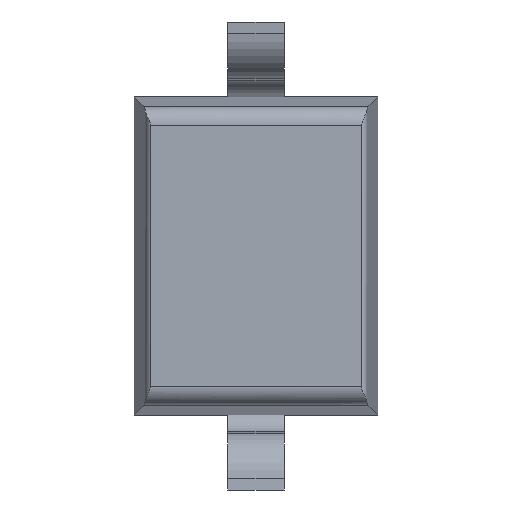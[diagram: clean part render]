
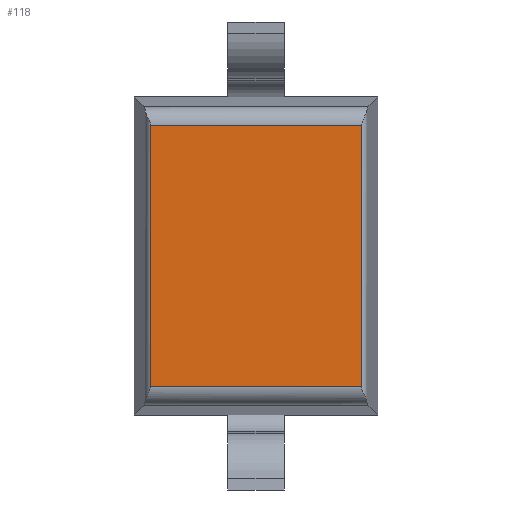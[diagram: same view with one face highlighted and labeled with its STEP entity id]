
A CAD part, front view. The second image highlights one B-rep face of the part: STEP entity #118.
In plain terms, the highlighted planar face has unit normal (0, -1, 0).
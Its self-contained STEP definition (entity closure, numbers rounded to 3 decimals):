
#118=ADVANCED_FACE('',(#251),#252,.T.);
#251=FACE_OUTER_BOUND('',#396,.T.);
#252=PLANE('',#397);
#396=EDGE_LOOP('',(#683,#684,#685,#686));
#397=AXIS2_PLACEMENT_3D('',#687,#688,#689);
#683=ORIENTED_EDGE('',*,*,#997,.T.);
#684=ORIENTED_EDGE('',*,*,#998,.T.);
#685=ORIENTED_EDGE('',*,*,#999,.T.);
#686=ORIENTED_EDGE('',*,*,#1000,.F.);
#687=CARTESIAN_POINT('',(0.0,0.05,0.));
#688=DIRECTION('',(0.,-1.0,0.));
#689=DIRECTION('',(0.,0.,-1.0));
#997=EDGE_CURVE('',#1219,#1220,#1221,.T.);
#998=EDGE_CURVE('',#1220,#1222,#1223,.T.);
#999=EDGE_CURVE('',#1222,#1224,#1225,.T.);
#1000=EDGE_CURVE('',#1219,#1224,#1226,.T.);
#1219=VERTEX_POINT('',#1531);
#1220=VERTEX_POINT('',#1532);
#1221=LINE('',#1533,#1534);
#1222=VERTEX_POINT('',#1535);
#1223=LINE('',#1536,#1537);
#1224=VERTEX_POINT('',#1538);
#1225=LINE('',#1539,#1540);
#1226=LINE('',#1541,#1542);
#1531=CARTESIAN_POINT('',(0.086,0.05,0.697));
#1532=CARTESIAN_POINT('',(0.086,0.05,-0.697));
#1533=CARTESIAN_POINT('',(0.086,0.05,0.));
#1534=VECTOR('',#1878,1.0);
#1535=CARTESIAN_POINT('',(1.214,0.05,-0.697));
#1536=CARTESIAN_POINT('',(0.0,0.05,-0.697));
#1537=VECTOR('',#1879,1.0);
#1538=CARTESIAN_POINT('',(1.214,0.05,0.697));
#1539=CARTESIAN_POINT('',(1.214,0.05,0.));
#1540=VECTOR('',#1880,1.0);
#1541=CARTESIAN_POINT('',(0.0,0.05,0.697));
#1542=VECTOR('',#1881,1.0);
#1878=DIRECTION('',(-0.0,-0.0,-1.0));
#1879=DIRECTION('',(1.0,0.0,0.));
#1880=DIRECTION('',(0.0,0.0,1.0));
#1881=DIRECTION('',(1.0,0.0,0.));
